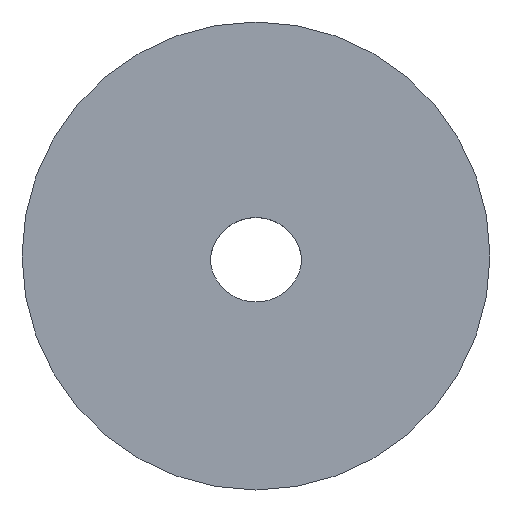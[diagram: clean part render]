
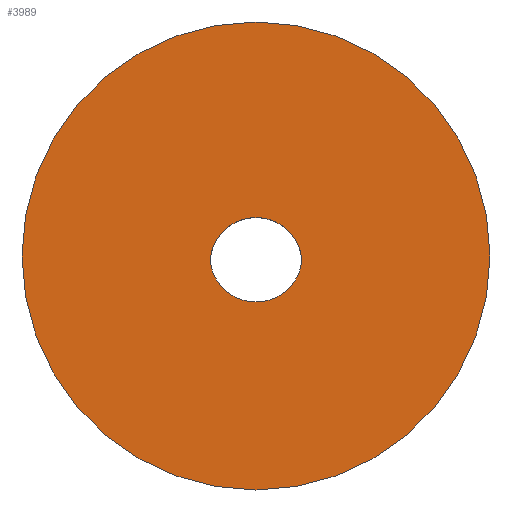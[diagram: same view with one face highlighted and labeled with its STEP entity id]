
A CAD part, front view. The second image highlights one B-rep face of the part: STEP entity #3989.
In plain terms, the highlighted planar face has unit normal (0, -1, 0).
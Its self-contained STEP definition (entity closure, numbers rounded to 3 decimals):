
#24=CIRCLE('',#4217,2.5);
#25=CIRCLE('',#4221,12.678);
#26=CIRCLE('',#4222,2.5);
#97=PLANE('',#4220);
#392=FACE_BOUND('',#667,.T.);
#439=FACE_OUTER_BOUND('',#666,.T.);
#666=EDGE_LOOP('',(#2867));
#667=EDGE_LOOP('',(#2868,#2869));
#1675=VERTEX_POINT('',#7408);
#1679=VERTEX_POINT('',#7418);
#1688=VERTEX_POINT('',#7814);
#2130=EDGE_CURVE('',#1675,#1679,#24,.T.);
#2143=EDGE_CURVE('',#1688,#1688,#25,.T.);
#2144=EDGE_CURVE('',#1679,#1675,#26,.T.);
#2867=ORIENTED_EDGE('',*,*,#2143,.T.);
#2868=ORIENTED_EDGE('',*,*,#2130,.T.);
#2869=ORIENTED_EDGE('',*,*,#2144,.T.);
#3989=ADVANCED_FACE('',(#439,#392),#97,.F.);
#4217=AXIS2_PLACEMENT_3D('',#7420,#4487,#4488);
#4220=AXIS2_PLACEMENT_3D('',#7813,#4497,#4498);
#4221=AXIS2_PLACEMENT_3D('',#7815,#4499,#4500);
#4222=AXIS2_PLACEMENT_3D('',#7816,#4501,#4502);
#4487=DIRECTION('center_axis',(0.,1.,0.));
#4488=DIRECTION('ref_axis',(-1.,0.,0.));
#4497=DIRECTION('center_axis',(0.,1.,0.));
#4498=DIRECTION('ref_axis',(-1.,0.,0.));
#4499=DIRECTION('center_axis',(0.,-1.,0.));
#4500=DIRECTION('ref_axis',(-1.,0.,0.));
#4501=DIRECTION('center_axis',(0.,1.,0.));
#4502=DIRECTION('ref_axis',(-1.,0.,0.));
#7408=CARTESIAN_POINT('',(7.523,-2.,0.4));
#7418=CARTESIAN_POINT('',(12.506,-2.,0.4));
#7420=CARTESIAN_POINT('Origin',(10.015,-2.,0.191));
#7813=CARTESIAN_POINT('Origin',(10.015,-2.,0.609));
#7814=CARTESIAN_POINT('',(22.693,-2.,0.609));
#7815=CARTESIAN_POINT('Origin',(10.015,-2.,0.609));
#7816=CARTESIAN_POINT('Origin',(10.015,-2.,0.609));
